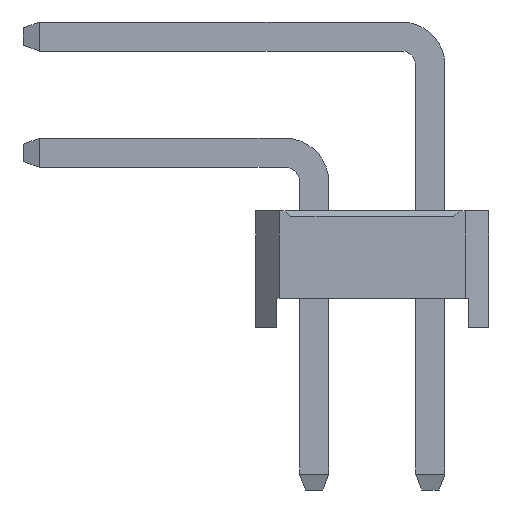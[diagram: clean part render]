
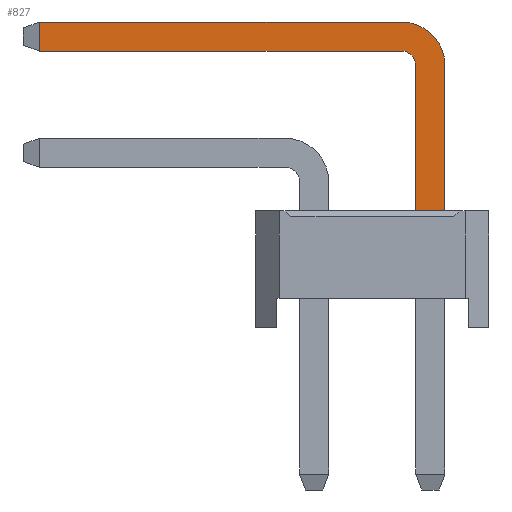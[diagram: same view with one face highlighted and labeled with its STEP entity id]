
A CAD part, left-side view. The second image highlights one B-rep face of the part: STEP entity #827.
In plain terms, the highlighted planar face has unit normal (-1, 0, 0).
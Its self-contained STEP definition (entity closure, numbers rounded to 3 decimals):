
#827=ADVANCED_FACE('',(#3367),#3369,.T.);
#3367=FACE_BOUND('',#3368,.T.);
#3368=EDGE_LOOP('',(#5415,#5416,#5417,#5418,#5419,#5420,#5421,#5422));
#3369=PLANE('',#3370);
#3370=AXIS2_PLACEMENT_3D('',#3371,#3372,#3373);
#3371=CARTESIAN_POINT('',(-0.25,-1.75,-2.8));
#3372=DIRECTION('',(-1.,0.,0.));
#3373=DIRECTION('',(0.,-1.,0.));
#5415=ORIENTED_EDGE('',*,*,#6677,.F.);
#5416=ORIENTED_EDGE('',*,*,#6678,.F.);
#5417=ORIENTED_EDGE('',*,*,#6679,.F.);
#5418=ORIENTED_EDGE('',*,*,#6680,.F.);
#5419=ORIENTED_EDGE('',*,*,#6367,.T.);
#5420=ORIENTED_EDGE('',*,*,#6676,.T.);
#5421=ORIENTED_EDGE('',*,*,#6681,.T.);
#5422=ORIENTED_EDGE('',*,*,#6682,.T.);
#6367=EDGE_CURVE('',#7168,#7166,#7169,.T.);
#6676=EDGE_CURVE('',#7166,#7693,#7695,.T.);
#6677=EDGE_CURVE('',#7696,#7697,#7698,.T.);
#6678=EDGE_CURVE('',#7699,#7696,#7700,.T.);
#6679=EDGE_CURVE('',#7701,#7699,#7702,.T.);
#6680=EDGE_CURVE('',#7168,#7701,#7703,.T.);
#6681=EDGE_CURVE('',#7693,#7704,#7705,.T.);
#6682=EDGE_CURVE('',#7704,#7697,#7706,.T.);
#7166=VERTEX_POINT('',#8494);
#7168=VERTEX_POINT('',#8498);
#7169=LINE('',#8499,#8500);
#7693=VERTEX_POINT('',#9657);
#7695=LINE('',#9661,#9662);
#7696=VERTEX_POINT('',#9664);
#7697=VERTEX_POINT('',#9665);
#7698=LINE('',#9666,#9667);
#7699=VERTEX_POINT('',#9669);
#7700=LINE('',#9670,#9671);
#7701=VERTEX_POINT('',#9673);
#7702=CIRCLE('',#9674,0.25);
#7703=LINE('',#9678,#9679);
#7704=VERTEX_POINT('',#9681);
#7705=CIRCLE('',#9682,0.75);
#7706=LINE('',#9686,#9687);
#8494=CARTESIAN_POINT('',(-0.25,-2.25,2.));
#8498=CARTESIAN_POINT('',(-0.25,-1.75,2.));
#8499=CARTESIAN_POINT('',(-0.25,-1.75,2.));
#8500=VECTOR('',#8501,1.);
#8501=DIRECTION('',(0.,-1.,0.));
#9657=CARTESIAN_POINT('',(-0.25,-2.25,4.5));
#9661=CARTESIAN_POINT('',(-0.25,-2.25,2.));
#9662=VECTOR('',#9663,1.);
#9663=DIRECTION('',(0.,0.,1.));
#9664=CARTESIAN_POINT('',(-0.25,4.725,4.75));
#9665=CARTESIAN_POINT('',(-0.25,4.725,5.25));
#9666=CARTESIAN_POINT('',(-0.25,4.725,4.75));
#9667=VECTOR('',#9668,1.);
#9668=DIRECTION('',(0.,0.,1.));
#9669=CARTESIAN_POINT('',(-0.25,-1.5,4.75));
#9670=CARTESIAN_POINT('',(-0.25,-1.5,4.75));
#9671=VECTOR('',#9672,1.);
#9672=DIRECTION('',(0.,1.,0.));
#9673=CARTESIAN_POINT('',(-0.25,-1.75,4.5));
#9674=AXIS2_PLACEMENT_3D('',#9675,#9676,#9677);
#9675=CARTESIAN_POINT('',(-0.25,-1.5,4.5));
#9676=DIRECTION('',(-1.,-0.,0.));
#9677=DIRECTION('',(0.,-1.,0.));
#9678=CARTESIAN_POINT('',(-0.25,-1.75,2.));
#9679=VECTOR('',#9680,1.);
#9680=DIRECTION('',(0.,0.,1.));
#9681=CARTESIAN_POINT('',(-0.25,-1.5,5.25));
#9682=AXIS2_PLACEMENT_3D('',#9683,#9684,#9685);
#9683=CARTESIAN_POINT('',(-0.25,-1.5,4.5));
#9684=DIRECTION('',(-1.,-0.,0.));
#9685=DIRECTION('',(0.,-1.,0.));
#9686=CARTESIAN_POINT('',(-0.25,-1.5,5.25));
#9687=VECTOR('',#9688,1.);
#9688=DIRECTION('',(0.,1.,0.));
